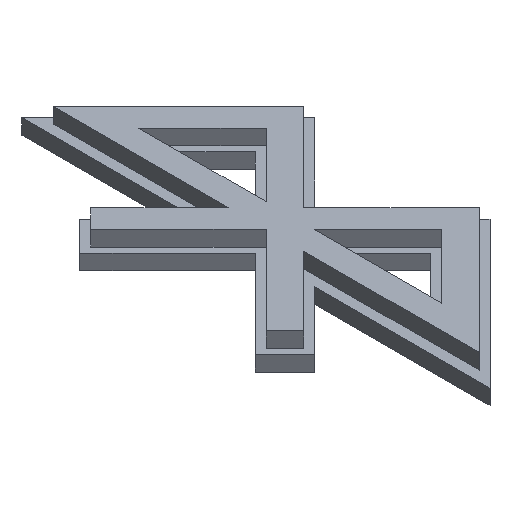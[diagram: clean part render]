
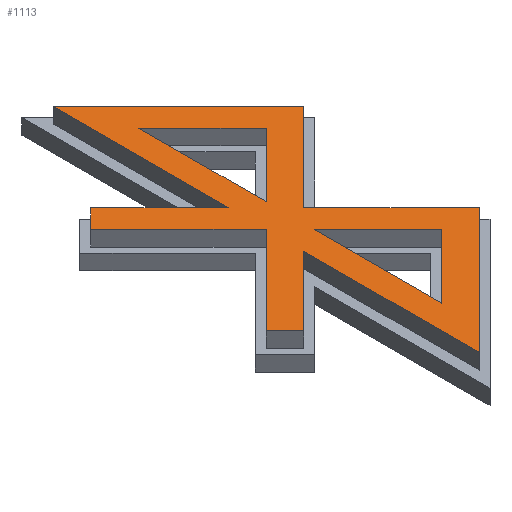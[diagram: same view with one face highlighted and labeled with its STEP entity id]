
A CAD part, isometric view. The second image highlights one B-rep face of the part: STEP entity #1113.
In plain terms, the highlighted planar face has unit normal (0, 0, 1).
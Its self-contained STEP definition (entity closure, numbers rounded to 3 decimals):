
#289=DIRECTION('',(-0.707,0.707,0.));
#290=VECTOR('',#289,2.567);
#291=CARTESIAN_POINT('',(0.267,0.99,0.4));
#292=LINE('',#291,#290);
#317=DIRECTION('',(0.707,0.707,0.));
#318=VECTOR('',#317,2.567);
#319=CARTESIAN_POINT('',(-1.548,-2.805,0.4));
#320=LINE('',#319,#318);
#329=DIRECTION('',(0.,-1.,0.));
#330=VECTOR('',#329,4.62);
#331=CARTESIAN_POINT('',(0.267,5.61,0.4));
#332=LINE('',#331,#330);
#333=DIRECTION('',(-0.707,0.707,0.));
#334=VECTOR('',#333,4.667);
#335=CARTESIAN_POINT('',(3.567,2.31,0.4));
#336=LINE('',#335,#334);
#337=DIRECTION('',(0.707,0.707,0.));
#338=VECTOR('',#337,3.267);
#339=CARTESIAN_POINT('',(1.257,0.,0.4));
#340=LINE('',#339,#338);
#341=DIRECTION('',(-0.707,0.707,0.));
#342=VECTOR('',#341,3.267);
#343=CARTESIAN_POINT('',(3.567,-2.31,0.4));
#344=LINE('',#343,#342);
#345=DIRECTION('',(0.707,0.707,0.));
#346=VECTOR('',#345,4.667);
#347=CARTESIAN_POINT('',(0.267,-5.61,0.4));
#348=LINE('',#347,#346);
#349=DIRECTION('',(0.,-1.,0.));
#350=VECTOR('',#349,4.62);
#351=CARTESIAN_POINT('',(0.267,-0.99,0.4));
#352=LINE('',#351,#350);
#353=DIRECTION('',(0.707,-0.707,0.));
#354=VECTOR('',#353,0.7);
#355=CARTESIAN_POINT('',(-2.043,-2.31,0.4));
#356=LINE('',#355,#354);
#357=DIRECTION('',(-0.707,-0.707,0.));
#358=VECTOR('',#357,3.267);
#359=CARTESIAN_POINT('',(0.267,0.,0.4));
#360=LINE('',#359,#358);
#361=DIRECTION('',(0.707,-0.707,0.));
#362=VECTOR('',#361,3.267);
#363=CARTESIAN_POINT('',(-2.043,2.31,0.4));
#364=LINE('',#363,#362);
#365=DIRECTION('',(-0.707,-0.707,0.));
#366=VECTOR('',#365,0.7);
#367=CARTESIAN_POINT('',(-1.548,2.805,0.4));
#368=LINE('',#367,#366);
#369=DIRECTION('',(-0.707,-0.707,0.));
#370=VECTOR('',#369,2.372);
#371=CARTESIAN_POINT('',(2.577,2.31,0.4));
#372=LINE('',#371,#370);
#373=DIRECTION('',(0.707,-0.707,0.));
#374=VECTOR('',#373,2.372);
#375=CARTESIAN_POINT('',(0.9,3.987,0.4));
#376=LINE('',#375,#374);
#377=DIRECTION('',(0.,1.,0.));
#378=VECTOR('',#377,3.354);
#379=CARTESIAN_POINT('',(0.9,0.633,0.4));
#380=LINE('',#379,#378);
#381=DIRECTION('',(-0.707,-0.707,0.));
#382=VECTOR('',#381,2.372);
#383=CARTESIAN_POINT('',(2.577,-2.31,0.4));
#384=LINE('',#383,#382);
#385=DIRECTION('',(0.707,-0.707,0.));
#386=VECTOR('',#385,2.372);
#387=CARTESIAN_POINT('',(0.9,-0.633,0.4));
#388=LINE('',#387,#386);
#389=DIRECTION('',(0.,1.,0.));
#390=VECTOR('',#389,3.355);
#391=CARTESIAN_POINT('',(0.9,-3.987,0.4));
#392=LINE('',#391,#390);
#505=CARTESIAN_POINT('',(-1.548,2.805,0.4));
#506=CARTESIAN_POINT('',(-2.043,2.31,0.4));
#507=VERTEX_POINT('',#505);
#508=VERTEX_POINT('',#506);
#509=CARTESIAN_POINT('',(0.267,0.,0.4));
#510=VERTEX_POINT('',#509);
#511=CARTESIAN_POINT('',(-2.043,-2.31,0.4));
#512=VERTEX_POINT('',#511);
#513=CARTESIAN_POINT('',(-1.548,-2.805,0.4));
#514=VERTEX_POINT('',#513);
#515=CARTESIAN_POINT('',(0.267,-0.99,0.4));
#516=CARTESIAN_POINT('',(0.267,-5.61,0.4));
#517=VERTEX_POINT('',#515);
#518=VERTEX_POINT('',#516);
#519=CARTESIAN_POINT('',(3.567,-2.31,0.4));
#520=VERTEX_POINT('',#519);
#521=CARTESIAN_POINT('',(1.257,0.,0.4));
#522=VERTEX_POINT('',#521);
#523=CARTESIAN_POINT('',(3.567,2.31,0.4));
#524=VERTEX_POINT('',#523);
#525=CARTESIAN_POINT('',(0.267,5.61,0.4));
#526=VERTEX_POINT('',#525);
#527=CARTESIAN_POINT('',(0.267,0.99,0.4));
#528=VERTEX_POINT('',#527);
#529=CARTESIAN_POINT('',(2.577,2.31,0.4));
#530=CARTESIAN_POINT('',(0.9,0.633,0.4));
#531=VERTEX_POINT('',#529);
#532=VERTEX_POINT('',#530);
#533=CARTESIAN_POINT('',(0.9,3.987,0.4));
#534=VERTEX_POINT('',#533);
#535=CARTESIAN_POINT('',(2.577,-2.31,0.4));
#536=CARTESIAN_POINT('',(0.9,-3.987,0.4));
#537=VERTEX_POINT('',#535);
#538=VERTEX_POINT('',#536);
#539=CARTESIAN_POINT('',(0.9,-0.633,0.4));
#540=VERTEX_POINT('',#539);
#1074=CARTESIAN_POINT('',(0.,0.,0.4));
#1075=DIRECTION('',(0.,0.,1.));
#1076=DIRECTION('',(1.,0.,0.));
#1077=AXIS2_PLACEMENT_3D('',#1074,#1075,#1076);
#1078=PLANE('',#1077);
#1079=ORIENTED_EDGE('',*,*,#969,.F.);
#1080=ORIENTED_EDGE('',*,*,#984,.F.);
#1081=ORIENTED_EDGE('',*,*,#998,.F.);
#1082=ORIENTED_EDGE('',*,*,#1012,.F.);
#1083=ORIENTED_EDGE('',*,*,#1026,.F.);
#1084=ORIENTED_EDGE('',*,*,#1040,.F.);
#1085=ORIENTED_EDGE('',*,*,#1054,.F.);
#1086=ORIENTED_EDGE('',*,*,#1065,.F.);
#1088=ORIENTED_EDGE('',*,*,#1087,.F.);
#1090=ORIENTED_EDGE('',*,*,#1089,.F.);
#1092=ORIENTED_EDGE('',*,*,#1091,.F.);
#1094=ORIENTED_EDGE('',*,*,#1093,.F.);
#1095=EDGE_LOOP('',(#1079,#1080,#1081,#1082,#1083,#1084,#1085,#1086,#1088,#1090,
#1092,#1094));
#1096=FACE_OUTER_BOUND('',#1095,.F.);
#1098=ORIENTED_EDGE('',*,*,#1097,.F.);
#1100=ORIENTED_EDGE('',*,*,#1099,.F.);
#1102=ORIENTED_EDGE('',*,*,#1101,.F.);
#1103=EDGE_LOOP('',(#1098,#1100,#1102));
#1104=FACE_BOUND('',#1103,.F.);
#1106=ORIENTED_EDGE('',*,*,#1105,.F.);
#1108=ORIENTED_EDGE('',*,*,#1107,.F.);
#1110=ORIENTED_EDGE('',*,*,#1109,.F.);
#1111=EDGE_LOOP('',(#1106,#1108,#1110));
#1112=FACE_BOUND('',#1111,.F.);
#1113=ADVANCED_FACE('',(#1096,#1104,#1112),#1078,.T.);
#969=EDGE_CURVE('',#528,#507,#292,.T.);
#984=EDGE_CURVE('',#526,#528,#332,.T.);
#998=EDGE_CURVE('',#524,#526,#336,.T.);
#1012=EDGE_CURVE('',#522,#524,#340,.T.);
#1026=EDGE_CURVE('',#520,#522,#344,.T.);
#1040=EDGE_CURVE('',#518,#520,#348,.T.);
#1054=EDGE_CURVE('',#517,#518,#352,.T.);
#1065=EDGE_CURVE('',#514,#517,#320,.T.);
#1087=EDGE_CURVE('',#512,#514,#356,.T.);
#1089=EDGE_CURVE('',#510,#512,#360,.T.);
#1091=EDGE_CURVE('',#508,#510,#364,.T.);
#1093=EDGE_CURVE('',#507,#508,#368,.T.);
#1097=EDGE_CURVE('',#531,#532,#372,.T.);
#1099=EDGE_CURVE('',#534,#531,#376,.T.);
#1101=EDGE_CURVE('',#532,#534,#380,.T.);
#1105=EDGE_CURVE('',#537,#538,#384,.T.);
#1107=EDGE_CURVE('',#540,#537,#388,.T.);
#1109=EDGE_CURVE('',#538,#540,#392,.T.);
